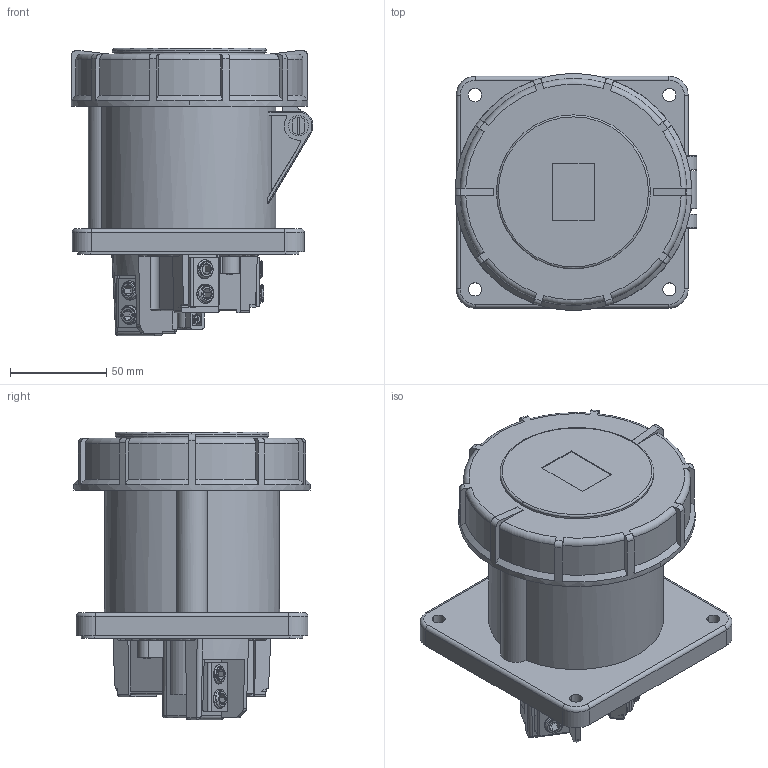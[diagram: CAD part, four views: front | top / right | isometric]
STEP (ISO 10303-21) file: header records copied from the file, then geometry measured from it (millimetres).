
FILE_DESCRIPTION((''),'2;1');
FILE_NAME('RS-3442','2023-04-11T10:14:04',('Administrator'),(''),'CREO PARAMETRIC BY PTC INC, 2021063','CREO PARAMETRIC BY PTC INC, 2021063','');
FILE_SCHEMA(('AUTOMOTIVE_DESIGN { 1 0 10303 214 1 1 1 1 }'));
Products named in the file (1): RS-3442
Bounding box: 125.65 x 123 x 149.28 mm (x, y, z)
Surface area: 285767.5 mm2 (no closed solid volume)
Topology: 0 solids, 26 shells, 1959 faces, 5213 edges, 3341 vertices
Faces by surface type: plane 968, cylinder 552, cone 201, bspline 147, torus 66, extrusion 16, sphere 9
Entity records: 109270 total; most frequent: CARTESIAN_POINT 60795, ORIENTED_EDGE 10364, DIRECTION 8972, EDGE_CURVE 5182, VERTEX_POINT 3341, AXIS2_PLACEMENT_3D 3116, VECTOR 2740, LINE 2724
